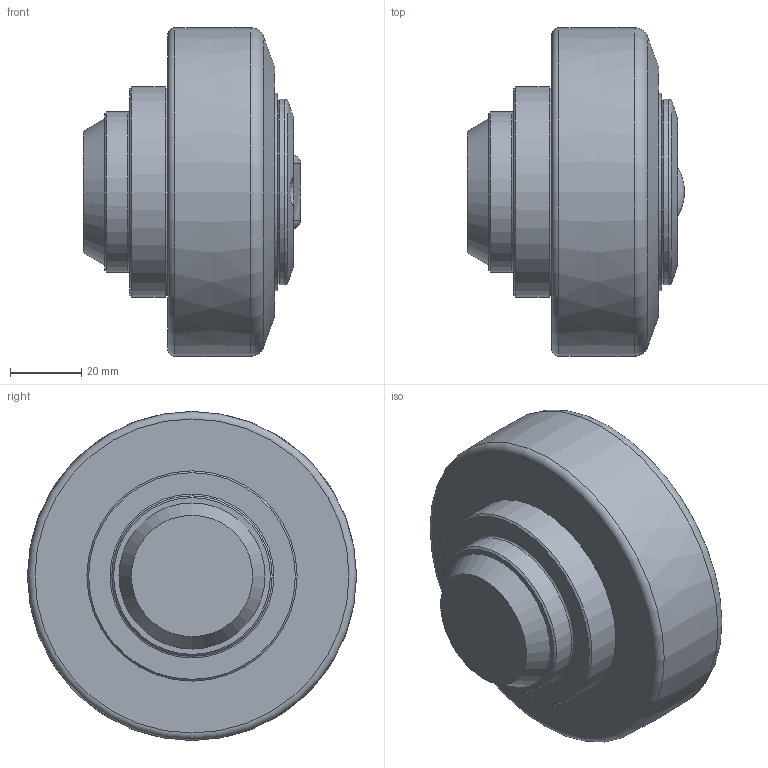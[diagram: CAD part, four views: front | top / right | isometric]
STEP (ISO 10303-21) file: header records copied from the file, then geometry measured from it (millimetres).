
FILE_DESCRIPTION(/* description */ ('-','CAx-IF Rec.Pracs.---Representation and Presentation of Product Manufacturing Information (PMI)---4.0---2014-10-13'),/* implementation_level */ '2;1');
FILE_NAME(/* name */ '6821fe44-e556-42e0-8f4a-deb27bf73e9a.stp',/* time_stamp */ '2020-04-01T16:48:48+02:00',/* author */ ('-'),/* organization */ ('NTI CADcenter A/S'),/* preprocessor_version */ 'ST-DEVELOPER v18',/* originating_system */ 'Autodesk Inventor 2020',/* authorisation */ '-');
FILE_SCHEMA (('AP242_MANAGED_MODEL_BASED_3D_ENGINEERING_MIM_LF { 1 0 10303 442 1 1 4 }'));
Length unit declared in the file: millimetre
Products named in the file (1): XTR 090.0300_Kontur
Bounding box: 61 x 92.39 x 92.39 mm (x, y, z)
Volume: 251366.5 mm3; surface area: 26077.3 mm2
Topology: 1 solids, 1 shells, 75 faces, 199 edges, 136 vertices
Faces by surface type: plane 39, cylinder 19, cone 9, torus 6, bspline 2
Full cylindrical faces by diameter (mm): 8 x2, 8.6 x2, 45 x1, 52 x1, 55.3 x1, 55.5 x1, 59 x1
Entity records: 2511 total; most frequent: CARTESIAN_POINT 523, DIRECTION 428, ORIENTED_EDGE 398, EDGE_CURVE 199, AXIS2_PLACEMENT_3D 163, VERTEX_POINT 136, LINE 102, VECTOR 102
